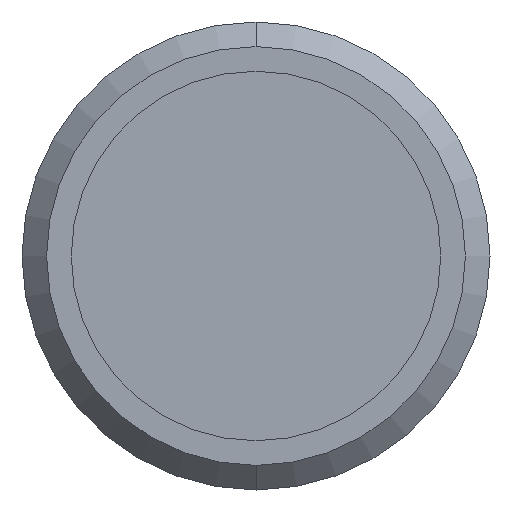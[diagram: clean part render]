
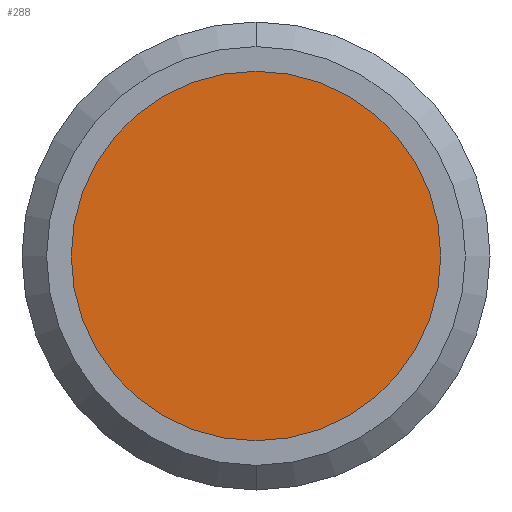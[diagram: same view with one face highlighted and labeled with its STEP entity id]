
A CAD part, front view. The second image highlights one B-rep face of the part: STEP entity #288.
In plain terms, the highlighted planar face has unit normal (0, -1, 0).
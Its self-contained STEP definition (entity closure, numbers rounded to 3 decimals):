
#16 = CARTESIAN_POINT ( 'NONE',  ( 0., 0., 0. ) ) ;
#19 = DIRECTION ( 'NONE',  ( 0., 0., -1. ) ) ;
#26 = CIRCLE ( 'NONE', #677, 0.75 ) ;
#91 = CARTESIAN_POINT ( 'NONE',  ( 0.75, 0., 0. ) ) ;
#129 = DIRECTION ( 'NONE',  ( 0., -1., 0. ) ) ;
#182 = CARTESIAN_POINT ( 'NONE',  ( 0., 0., 0.75 ) ) ;
#193 = VERTEX_POINT ( 'NONE', #705 ) ;
#206 = DIRECTION ( 'NONE',  ( 0., 0., -1. ) ) ;
#285 = ORIENTED_EDGE ( 'NONE', *, *, #399, .T. ) ;
#288 = ADVANCED_FACE ( 'NONE', ( #586 ), #525, .T. ) ;
#289 = ORIENTED_EDGE ( 'NONE', *, *, #502, .T. ) ;
#342 = DIRECTION ( 'NONE',  ( 0., 0., -1. ) ) ;
#398 = AXIS2_PLACEMENT_3D ( 'NONE', #91, #592, #206 ) ;
#399 = EDGE_CURVE ( 'NONE', #193, #429, #480, .T. ) ;
#422 = EDGE_LOOP ( 'NONE', ( #285, #289 ) ) ;
#429 = VERTEX_POINT ( 'NONE', #182 ) ;
#480 = CIRCLE ( 'NONE', #542, 0.75 ) ;
#502 = EDGE_CURVE ( 'NONE', #429, #193, #26, .T. ) ;
#525 = PLANE ( 'NONE',  #398 ) ;
#542 = AXIS2_PLACEMENT_3D ( 'NONE', #16, #129, #342 ) ;
#586 = FACE_OUTER_BOUND ( 'NONE', #422, .T. ) ;
#592 = DIRECTION ( 'NONE',  ( 0., -1., 0. ) ) ;
#615 = DIRECTION ( 'NONE',  ( 0., -1., 0. ) ) ;
#660 = CARTESIAN_POINT ( 'NONE',  ( 0., 0., 0. ) ) ;
#677 = AXIS2_PLACEMENT_3D ( 'NONE', #660, #615, #19 ) ;
#705 = CARTESIAN_POINT ( 'NONE',  ( 0., 0., -0.75 ) ) ;
